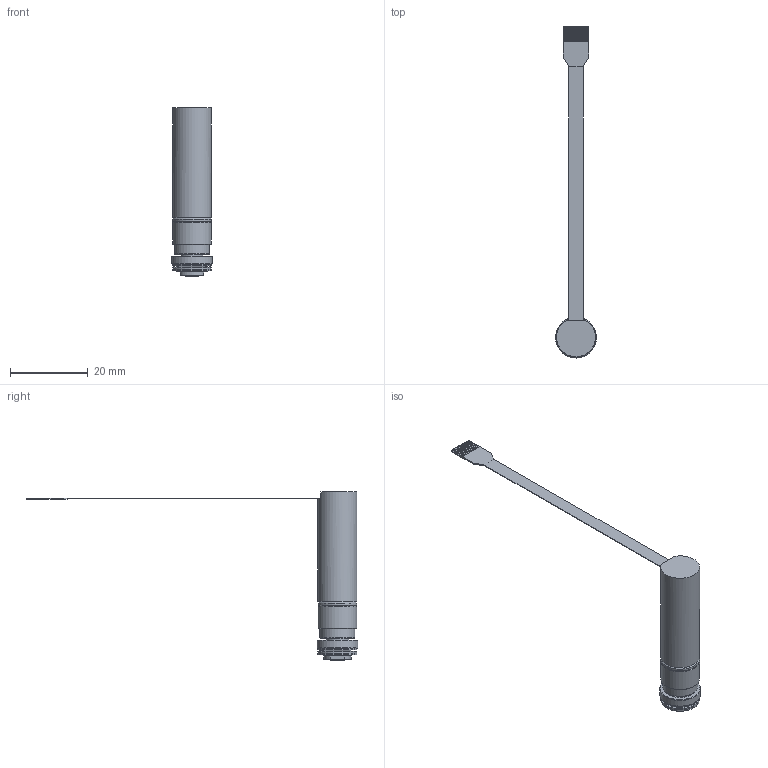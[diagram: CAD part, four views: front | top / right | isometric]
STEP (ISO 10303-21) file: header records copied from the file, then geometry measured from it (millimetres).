
FILE_DESCRIPTION(/* description */ (''),/* implementation_level */ '2;1');
FILE_NAME(/* name */ 'model_product_id262.stp',/* time_stamp */ '2018-10-30T14:20:17+01:00',/* author */ ('Abdulhameed'),/* organization */ ('Micromotion GmbH Germany'),/* preprocessor_version */ 'ST-DEVELOPER v17.2',/* originating_system */ 'Autodesk Inventor 2019',/* authorisation */ '');
FILE_SCHEMA (('AUTOMOTIVE_DESIGN { 1 0 10303 214 3 1 1 }'));
Length unit declared in the file: millimetre
Products named in the file (1): product_id262_Shrinkwrap_1
Bounding box: 10.5 x 85.25 x 43.2 mm (x, y, z)
Volume: 3273.7 mm3; surface area: 2752.9 mm2
Topology: 4 solids, 4 shells, 141 faces, 381 edges, 258 vertices
Faces by surface type: plane 86, cone 25, cylinder 24, torus 6
Full cylindrical faces by diameter (mm): 3 x1, 3.55 x1, 5 x2, 5.2 x3, 6.9 x1, 8 x1, 9 x1, 9.1 x1, 10 x6, 10.5 x1
Entity records: 4750 total; most frequent: CARTESIAN_POINT 815, DIRECTION 785, ORIENTED_EDGE 762, EDGE_CURVE 381, AXIS2_PLACEMENT_3D 272, VERTEX_POINT 258, LINE 241, VECTOR 241
